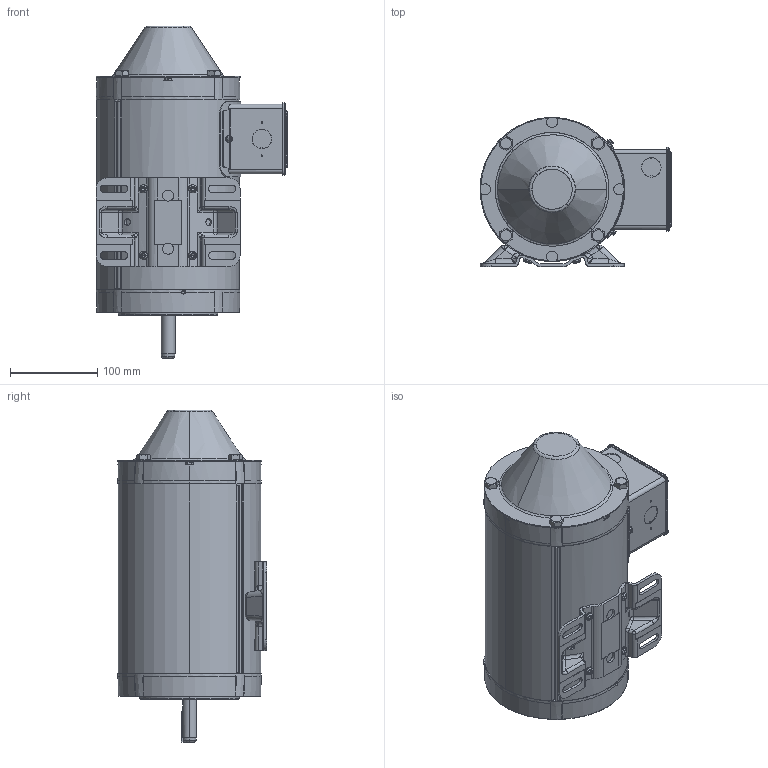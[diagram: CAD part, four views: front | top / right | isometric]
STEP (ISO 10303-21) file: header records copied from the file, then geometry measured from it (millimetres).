
FILE_DESCRIPTION (( 'STEP AP214' ), '1' );
FILE_NAME ('108747-856_RevA.STEP', '2022-01-03T23:25:10', ( '' ), ( '' ), 'SwSTEP 2.0', 'SolidWorks 2017', '' );
FILE_SCHEMA (( 'AUTOMOTIVE_DESIGN' ));
Length unit declared in the file: inch
Products named in the file (1): 108747-856_RevA
Bounding box: 219.9 x 170.76 x 380.4 mm (x, y, z)
Volume: 920786.2 mm3; surface area: 645653.2 mm2
Topology: 37 solids, 37 shells, 3282 faces, 8608 edges, 5439 vertices
Faces by surface type: plane 1107, bspline 785, cylinder 776, cone 614
Entity records: 137976 total; most frequent: CARTESIAN_POINT 62749, ORIENTED_EDGE 17120, DIRECTION 13766, EDGE_CURVE 8560, VERTEX_POINT 5439, AXIS2_PLACEMENT_3D 5409, EDGE_LOOP 3537, ADVANCED_FACE 3282
